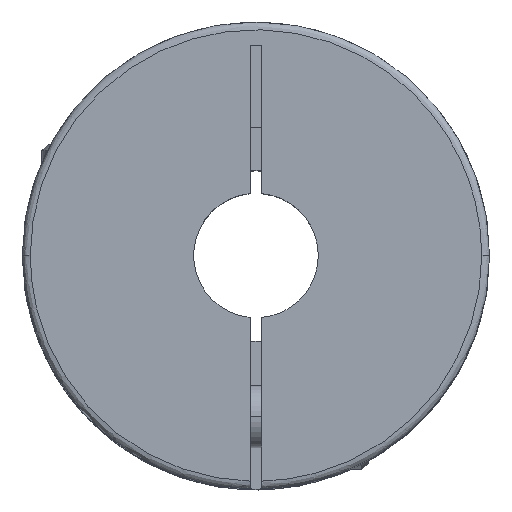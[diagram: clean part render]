
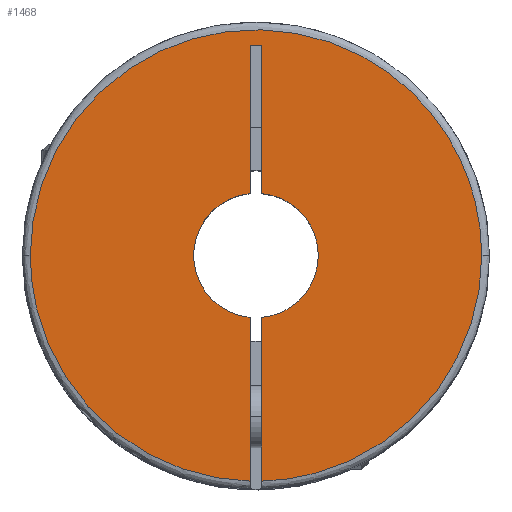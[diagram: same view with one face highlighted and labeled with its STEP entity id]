
A CAD part, top view. The second image highlights one B-rep face of the part: STEP entity #1468.
In plain terms, the highlighted planar face has unit normal (0, 0, 1).
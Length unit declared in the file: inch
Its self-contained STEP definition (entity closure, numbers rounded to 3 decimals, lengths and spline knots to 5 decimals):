
#1 = CARTESIAN_POINT ( 'NONE',  ( 0.02953, 1.06299, 0. ) ) ;
#62 = EDGE_CURVE ( 'NONE', #3748, #2487, #4050, .T. ) ;
#147 = AXIS2_PLACEMENT_3D ( 'NONE', #334, #3545, #3524 ) ;
#255 = LINE ( 'NONE', #1, #3449 ) ;
#298 = ORIENTED_EDGE ( 'NONE', *, *, #697, .T. ) ;
#334 = CARTESIAN_POINT ( 'NONE',  ( 0., 0., 0. ) ) ;
#374 = VERTEX_POINT ( 'NONE', #1437 ) ;
#399 = CARTESIAN_POINT ( 'NONE',  ( 0.02953, -1.14135, 0. ) ) ;
#506 = VERTEX_POINT ( 'NONE', #1154 ) ;
#697 = EDGE_CURVE ( 'NONE', #786, #374, #980, .T. ) ;
#728 = CARTESIAN_POINT ( 'NONE',  ( 1.14173, -0.65518, 0. ) ) ;
#735 = ORIENTED_EDGE ( 'NONE', *, *, #2342, .F. ) ;
#786 = VERTEX_POINT ( 'NONE', #3836 ) ;
#963 = PLANE ( 'NONE',  #2101 ) ;
#980 = LINE ( 'NONE', #1889, #1606 ) ;
#1147 = CARTESIAN_POINT ( 'NONE',  ( -1.14173, 2.28346, 0. ) ) ;
#1154 = CARTESIAN_POINT ( 'NONE',  ( -1.14173, 0., 0. ) ) ;
#1280 = EDGE_LOOP ( 'NONE', ( #298, #2873, #1748, #3480, #735, #2434, #2104, #3050, #3403, #1842, #2853 ) ) ;
#1328 = DIRECTION ( 'NONE',  ( 0., 0., -1. ) ) ;
#1437 = CARTESIAN_POINT ( 'NONE',  ( -0.02953, -0.31357, 0. ) ) ;
#1468 = ADVANCED_FACE ( 'NONE', ( #3818 ), #963, .F. ) ;
#1499 = CARTESIAN_POINT ( 'NONE',  ( -0.02953, 0.31357, 0. ) ) ;
#1518 = CARTESIAN_POINT ( 'NONE',  ( -0.02953, 0., 0. ) ) ;
#1544 = EDGE_CURVE ( 'NONE', #786, #506, #3911, .T. ) ;
#1555 = CARTESIAN_POINT ( 'NONE',  ( 0., 0., 0. ) ) ;
#1558 = EDGE_CURVE ( 'NONE', #4062, #4022, #255, .T. ) ;
#1577 = EDGE_CURVE ( 'NONE', #4062, #1740, #3370, .T. ) ;
#1606 = VECTOR ( 'NONE', #2253, 39.37008 ) ;
#1740 = VERTEX_POINT ( 'NONE', #1499 ) ;
#1745 = EDGE_CURVE ( 'NONE', #1874, #3658, #3953, .T. ) ;
#1748 = ORIENTED_EDGE ( 'NONE', *, *, #1577, .F. ) ;
#1769 = CARTESIAN_POINT ( 'NONE',  ( 0.02953, 1.06299, 0. ) ) ;
#1798 =( BOUNDED_CURVE ( )  B_SPLINE_CURVE ( 3, ( #1999, #728, #3652, #399 ),
 .UNSPECIFIED., .F., .T. ) 
 B_SPLINE_CURVE_WITH_KNOTS ( ( 4, 4 ),
 ( 0.75208, 1. ),
 .UNSPECIFIED. ) 
 CURVE ( )  GEOMETRIC_REPRESENTATION_ITEM ( )  RATIONAL_B_SPLINE_CURVE ( ( 1., 0.811, 0.811, 1. ) ) 
 REPRESENTATION_ITEM ( '' )  );
#1806 = CARTESIAN_POINT ( 'NONE',  ( -0.68448, -1.12441, 0. ) ) ;
#1810 = DIRECTION ( 'NONE',  ( 0., 0., 1. ) ) ;
#1842 = ORIENTED_EDGE ( 'NONE', *, *, #1867, .F. ) ;
#1851 = DIRECTION ( 'NONE',  ( 1., 0., 0. ) ) ;
#1867 = EDGE_CURVE ( 'NONE', #506, #3607, #2635, .T. ) ;
#1874 = VERTEX_POINT ( 'NONE', #2439 ) ;
#1889 = CARTESIAN_POINT ( 'NONE',  ( -0.02953, 1.06299, 0. ) ) ;
#1985 = DIRECTION ( 'NONE',  ( 0., 1., 0. ) ) ;
#1999 = CARTESIAN_POINT ( 'NONE',  ( 1.14173, 0., 0. ) ) ;
#2028 = LINE ( 'NONE', #3301, #2424 ) ;
#2101 = AXIS2_PLACEMENT_3D ( 'NONE', #2928, #1328, #2615 ) ;
#2104 = ORIENTED_EDGE ( 'NONE', *, *, #3413, .F. ) ;
#2123 = EDGE_CURVE ( 'NONE', #1740, #374, #2858, .T. ) ;
#2250 = VECTOR ( 'NONE', #2495, 39.37008 ) ;
#2253 = DIRECTION ( 'NONE',  ( 0., 1., 0. ) ) ;
#2342 = EDGE_CURVE ( 'NONE', #3658, #4022, #2028, .T. ) ;
#2413 = CARTESIAN_POINT ( 'NONE',  ( 0.02953, -1.14135, 0. ) ) ;
#2418 = CARTESIAN_POINT ( 'NONE',  ( 1.14173, 2.28346, 0. ) ) ;
#2424 = VECTOR ( 'NONE', #1985, 39.37008 ) ;
#2434 = ORIENTED_EDGE ( 'NONE', *, *, #1745, .F. ) ;
#2439 = CARTESIAN_POINT ( 'NONE',  ( 0.31496, 0., 0. ) ) ;
#2487 = VERTEX_POINT ( 'NONE', #2413 ) ;
#2495 = DIRECTION ( 'NONE',  ( 0., -1., 0. ) ) ;
#2538 = CARTESIAN_POINT ( 'NONE',  ( 0.02953, -1.1811, 0. ) ) ;
#2574 = DIRECTION ( 'NONE',  ( 0., -1., 0. ) ) ;
#2615 = DIRECTION ( 'NONE',  ( -1., 0., 0. ) ) ;
#2635 =( BOUNDED_CURVE ( )  B_SPLINE_CURVE ( 3, ( #3973, #1147, #2418, #3398 ),
 .UNSPECIFIED., .F., .T. ) 
 B_SPLINE_CURVE_WITH_KNOTS ( ( 4, 4 ),
 ( 0.24792, 0.75208 ),
 .UNSPECIFIED. ) 
 CURVE ( )  GEOMETRIC_REPRESENTATION_ITEM ( )  RATIONAL_B_SPLINE_CURVE ( ( 1., 0.333, 0.333, 1. ) ) 
 REPRESENTATION_ITEM ( '' )  );
#2770 = EDGE_CURVE ( 'NONE', #3607, #2487, #1798, .T. ) ;
#2853 = ORIENTED_EDGE ( 'NONE', *, *, #1544, .F. ) ;
#2858 = CIRCLE ( 'NONE', #147, 0.31496 ) ;
#2873 = ORIENTED_EDGE ( 'NONE', *, *, #2123, .F. ) ;
#2928 = CARTESIAN_POINT ( 'NONE',  ( 0., 0., 0. ) ) ;
#2979 = VECTOR ( 'NONE', #2574, 39.37008 ) ;
#3050 = ORIENTED_EDGE ( 'NONE', *, *, #62, .T. ) ;
#3076 = CARTESIAN_POINT ( 'NONE',  ( -0.02953, 1.06299, 0. ) ) ;
#3090 = CARTESIAN_POINT ( 'NONE',  ( -1.14173, -0.65518, 0. ) ) ;
#3118 = AXIS2_PLACEMENT_3D ( 'NONE', #3469, #1810, #3155 ) ;
#3123 = CARTESIAN_POINT ( 'NONE',  ( 0.02953, -0.31357, 0. ) ) ;
#3143 = CARTESIAN_POINT ( 'NONE',  ( 0.02953, 0.31357, 0. ) ) ;
#3155 = DIRECTION ( 'NONE',  ( 1., 0., 0. ) ) ;
#3255 = AXIS2_PLACEMENT_3D ( 'NONE', #1555, #3776, #3815 ) ;
#3301 = CARTESIAN_POINT ( 'NONE',  ( 0.02953, 0., 0. ) ) ;
#3326 = CARTESIAN_POINT ( 'NONE',  ( 1.14173, 0., 0. ) ) ;
#3370 = LINE ( 'NONE', #1518, #2250 ) ;
#3398 = CARTESIAN_POINT ( 'NONE',  ( 1.14173, 0., 0. ) ) ;
#3400 = CARTESIAN_POINT ( 'NONE',  ( -0.02953, -1.14135, 0. ) ) ;
#3403 = ORIENTED_EDGE ( 'NONE', *, *, #2770, .F. ) ;
#3413 = EDGE_CURVE ( 'NONE', #3748, #1874, #3588, .T. ) ;
#3449 = VECTOR ( 'NONE', #1851, 39.37008 ) ;
#3469 = CARTESIAN_POINT ( 'NONE',  ( 0., 0., 0. ) ) ;
#3480 = ORIENTED_EDGE ( 'NONE', *, *, #1558, .T. ) ;
#3524 = DIRECTION ( 'NONE',  ( 1., 0., 0. ) ) ;
#3545 = DIRECTION ( 'NONE',  ( 0., 0., 1. ) ) ;
#3588 = CIRCLE ( 'NONE', #3255, 0.31496 ) ;
#3607 = VERTEX_POINT ( 'NONE', #3326 ) ;
#3652 = CARTESIAN_POINT ( 'NONE',  ( 0.68448, -1.12441, 0. ) ) ;
#3658 = VERTEX_POINT ( 'NONE', #3143 ) ;
#3701 = CARTESIAN_POINT ( 'NONE',  ( -1.14173, 0., 0. ) ) ;
#3748 = VERTEX_POINT ( 'NONE', #3123 ) ;
#3776 = DIRECTION ( 'NONE',  ( 0., 0., 1. ) ) ;
#3815 = DIRECTION ( 'NONE',  ( 1., 0., 0. ) ) ;
#3818 = FACE_OUTER_BOUND ( 'NONE', #1280, .T. ) ;
#3836 = CARTESIAN_POINT ( 'NONE',  ( -0.02953, -1.14135, 0. ) ) ;
#3911 =( BOUNDED_CURVE ( )  B_SPLINE_CURVE ( 3, ( #3400, #1806, #3090, #3701 ),
 .UNSPECIFIED., .F., .T. ) 
 B_SPLINE_CURVE_WITH_KNOTS ( ( 4, 4 ),
 ( 0., 0.24792 ),
 .UNSPECIFIED. ) 
 CURVE ( )  GEOMETRIC_REPRESENTATION_ITEM ( )  RATIONAL_B_SPLINE_CURVE ( ( 1., 0.811, 0.811, 1. ) ) 
 REPRESENTATION_ITEM ( '' )  );
#3953 = CIRCLE ( 'NONE', #3118, 0.31496 ) ;
#3973 = CARTESIAN_POINT ( 'NONE',  ( -1.14173, 0., 0. ) ) ;
#4022 = VERTEX_POINT ( 'NONE', #1769 ) ;
#4050 = LINE ( 'NONE', #2538, #2979 ) ;
#4062 = VERTEX_POINT ( 'NONE', #3076 ) ;
